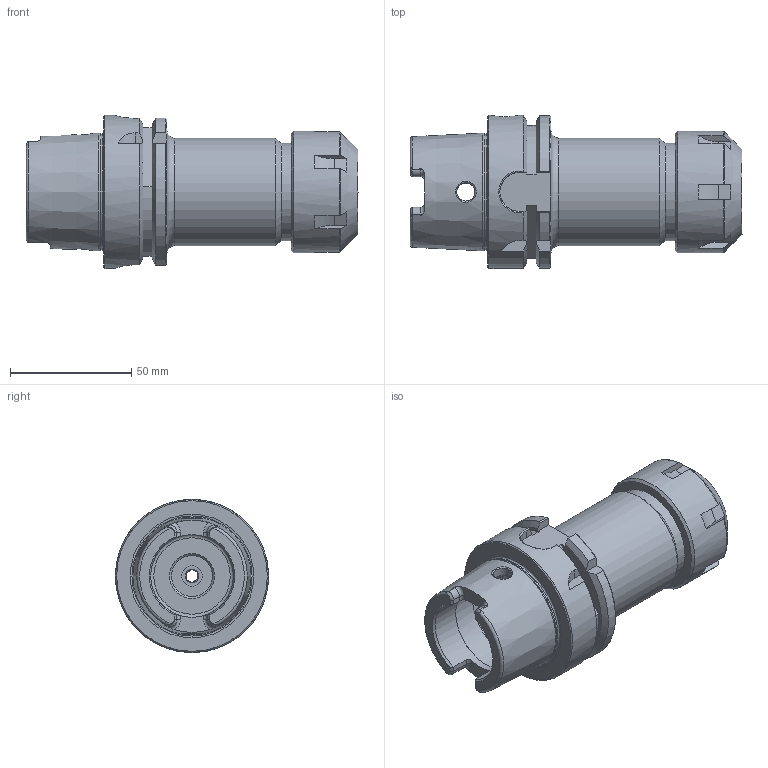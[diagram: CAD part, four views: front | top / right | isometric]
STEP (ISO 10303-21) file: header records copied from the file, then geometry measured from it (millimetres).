
FILE_DESCRIPTION((''),'2;1');
FILE_NAME('H63-32ER416CN.stp','2014-08-25T16:58:16',('kaykin'),(''),'Autodesk Inventor 2012','Autodesk Inventor 2012','');
FILE_SCHEMA(('AUTOMOTIVE_DESIGN { 1 0 10303 214 1 1 1 1 }'));
Length unit declared in the file: inch
Products named in the file (4): H63-32ER416CN; H63-32ER4-1; 32ERCN; BS-18
Assembly tree (3 placements, depth 2):
  H63-32ER416CN
    H63-32ER4-1
    32ERCN
    BS-18
Bounding box: 136.65 x 63 x 63 mm (x, y, z)
Volume: 168108.8 mm3; surface area: 46621 mm2
Topology: 3 solids, 3 shells, 205 faces, 526 edges, 333 vertices
Faces by surface type: plane 84, cylinder 53, cone 38, torus 19, bspline 11
Full cylindrical faces by diameter (mm): 7.112 x1, 7.5 x2, 8.4 x1, 10 x1, 16.916 x1, 17.78 x2, 18.923 x1, 19.016 x1, 20.447 x1, 21.869 x1, 23.495 x1, 27 x1, 33 x1, 34 x2, 38.65 x1, 40 x2, 41 x1, 44.45 x1, 48.041 x1, 50 x1, 63 x1
Entity records: 6865 total; most frequent: CARTESIAN_POINT 2192, ORIENTED_EDGE 912, DIRECTION 859, EDGE_CURVE 456, AXIS2_PLACEMENT_3D 358, VERTEX_POINT 319, EDGE_LOOP 277, FACE_OUTER_BOUND 205
